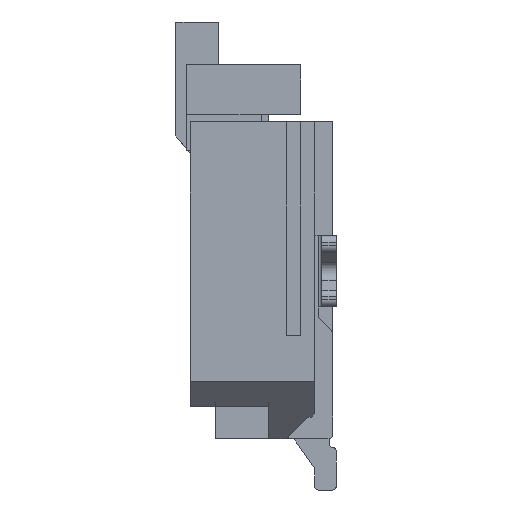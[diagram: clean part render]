
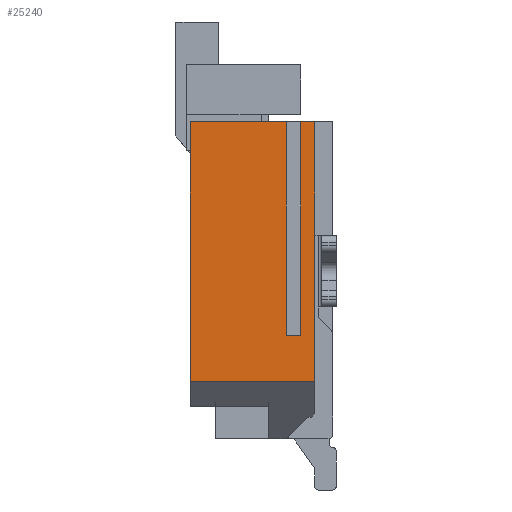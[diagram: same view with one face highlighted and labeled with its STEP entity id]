
A CAD part, left-side view. The second image highlights one B-rep face of the part: STEP entity #25240.
In plain terms, the highlighted planar face has unit normal (-1, 0, 0).
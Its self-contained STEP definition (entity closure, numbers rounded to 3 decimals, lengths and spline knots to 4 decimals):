
#7544=DIRECTION('',(0.,-1.,0.));
#7545=VECTOR('',#7544,0.2);
#7546=CARTESIAN_POINT('',(0.,0.5,-1.4));
#7547=LINE('',#7546,#7545);
#7548=DIRECTION('',(0.,0.,-1.));
#7549=VECTOR('',#7548,3.65);
#7550=CARTESIAN_POINT('',(0.,0.3,-1.4));
#7551=LINE('',#7550,#7549);
#7552=DIRECTION('',(0.,1.,0.));
#7553=VECTOR('',#7552,1.75);
#7554=CARTESIAN_POINT('',(0.,0.3,-5.05));
#7555=LINE('',#7554,#7553);
#7556=DIRECTION('',(0.,0.,1.));
#7557=VECTOR('',#7556,3.65);
#7558=CARTESIAN_POINT('',(0.,2.05,-5.05));
#7559=LINE('',#7558,#7557);
#7560=DIRECTION('',(0.,-1.,0.));
#7561=VECTOR('',#7560,1.35);
#7562=CARTESIAN_POINT('',(0.,2.05,-1.4));
#7563=LINE('',#7562,#7561);
#7564=DIRECTION('',(0.,-1.,0.));
#7565=VECTOR('',#7564,0.2);
#7566=CARTESIAN_POINT('',(0.,0.7,-4.4));
#7567=LINE('',#7566,#7565);
#7572=DIRECTION('',(0.,0.,1.));
#7573=VECTOR('',#7572,3.);
#7574=CARTESIAN_POINT('',(0.,0.7,-4.4));
#7575=LINE('',#7574,#7573);
#7624=DIRECTION('',(0.,0.,1.));
#7625=VECTOR('',#7624,3.);
#7626=CARTESIAN_POINT('',(0.,0.5,-4.4));
#7627=LINE('',#7626,#7625);
#11346=CARTESIAN_POINT('',(0.,0.3,-1.4));
#11347=VERTEX_POINT('',#11346);
#11348=CARTESIAN_POINT('',(0.,0.5,-1.4));
#11349=VERTEX_POINT('',#11348);
#11674=CARTESIAN_POINT('',(0.,2.05,-1.4));
#11675=VERTEX_POINT('',#11674);
#11676=CARTESIAN_POINT('',(0.,2.05,-5.05));
#11677=VERTEX_POINT('',#11676);
#12780=CARTESIAN_POINT('',(0.,0.7,-1.4));
#12781=VERTEX_POINT('',#12780);
#12794=CARTESIAN_POINT('',(0.,0.3,-5.05));
#12795=VERTEX_POINT('',#12794);
#14008=CARTESIAN_POINT('',(0.,0.7,-4.4));
#14009=CARTESIAN_POINT('',(0.,0.5,-4.4));
#14010=VERTEX_POINT('',#14008);
#14011=VERTEX_POINT('',#14009);
#25222=CARTESIAN_POINT('',(0.,1.175,-3.225));
#25223=DIRECTION('',(1.,0.,0.));
#25224=DIRECTION('',(0.,0.,1.));
#25225=AXIS2_PLACEMENT_3D('',#25222,#25223,#25224);
#25226=PLANE('',#25225);
#25228=ORIENTED_EDGE('',*,*,#25227,.T.);
#25230=ORIENTED_EDGE('',*,*,#25229,.T.);
#25231=ORIENTED_EDGE('',*,*,#14808,.T.);
#25232=ORIENTED_EDGE('',*,*,#24896,.T.);
#25233=ORIENTED_EDGE('',*,*,#19406,.T.);
#25234=ORIENTED_EDGE('',*,*,#15263,.T.);
#25235=ORIENTED_EDGE('',*,*,#19374,.T.);
#25237=ORIENTED_EDGE('',*,*,#25236,.F.);
#25238=EDGE_LOOP('',(#25228,#25230,#25231,#25232,#25233,#25234,#25235,#25237));
#25239=FACE_OUTER_BOUND('',#25238,.F.);
#14808=EDGE_CURVE('',#11349,#11347,#7547,.T.);
#15263=EDGE_CURVE('',#11677,#11675,#7559,.T.);
#19374=EDGE_CURVE('',#11675,#12781,#7563,.T.);
#19406=EDGE_CURVE('',#12795,#11677,#7555,.T.);
#24896=EDGE_CURVE('',#11347,#12795,#7551,.T.);
#25227=EDGE_CURVE('',#14010,#14011,#7567,.T.);
#25229=EDGE_CURVE('',#14011,#11349,#7627,.T.);
#25236=EDGE_CURVE('',#14010,#12781,#7575,.T.);
#25240=ADVANCED_FACE('',(#25239),#25226,.F.);
